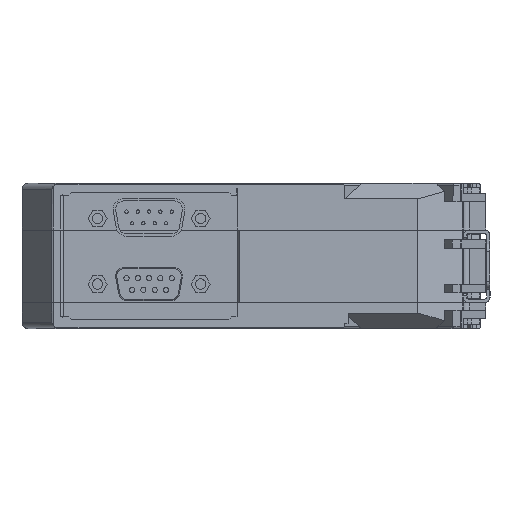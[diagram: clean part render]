
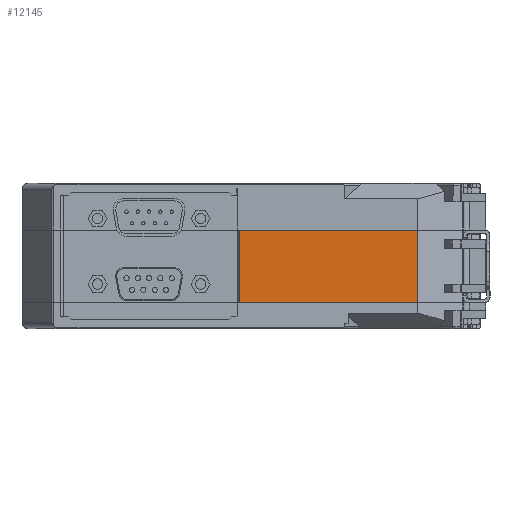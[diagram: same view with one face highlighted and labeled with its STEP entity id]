
A CAD part, left-side view. The second image highlights one B-rep face of the part: STEP entity #12145.
In plain terms, the highlighted planar face has unit normal (-1, 0, 0).
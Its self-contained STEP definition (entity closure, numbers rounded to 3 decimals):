
#2011 = CARTESIAN_POINT ( 'NONE',  ( -49.5, 85.109, 15.1 ) ) ;
#2012 = DIRECTION ( 'NONE',  ( 0., 0., -1. ) ) ;
#2013 = VECTOR ( 'NONE', #2012, 1000. ) ;
#2014 = CARTESIAN_POINT ( 'NONE',  ( -49.5, 85.109, -2.5 ) ) ;
#2015 = LINE ( 'NONE', #2014, #2013 ) ;
#2077 = CARTESIAN_POINT ( 'NONE',  ( -49.5, 85.109, -2.5 ) ) ;
#2105 = LINE ( 'NONE', #2166, #2165 ) ;
#2106 = CARTESIAN_POINT ( 'NONE',  ( -49.5, 41.8, 15.1 ) ) ;
#2107 = DIRECTION ( 'NONE',  ( 0., 0., 1. ) ) ;
#2108 = VECTOR ( 'NONE', #2107, 1000. ) ;
#2109 = CARTESIAN_POINT ( 'NONE',  ( -49.5, 41.8, 13.2 ) ) ;
#2110 = DIRECTION ( 'NONE',  ( 0., 0., 1. ) ) ;
#2111 = DIRECTION ( 'NONE',  ( -1., 0., 0. ) ) ;
#2112 = AXIS2_PLACEMENT_3D ( 'NONE', #2114, #2111, #2110 ) ;
#2113 = LINE ( 'NONE', #2109, #2108 ) ;
#2114 = CARTESIAN_POINT ( 'NONE',  ( -49.5, 86.933, -2.5 ) ) ;
#2115 = PLANE ( 'NONE',  #2112 ) ;
#2116 = FACE_OUTER_BOUND ( 'NONE', #12146, .T. ) ;
#2157 = CARTESIAN_POINT ( 'NONE',  ( -49.5, 41.8, -2.5 ) ) ;
#2164 = DIRECTION ( 'NONE',  ( 0., -1., 0. ) ) ;
#2165 = VECTOR ( 'NONE', #2164, 1000. ) ;
#2166 = CARTESIAN_POINT ( 'NONE',  ( -49.5, 58.889, 15.1 ) ) ;
#2429 = DIRECTION ( 'NONE',  ( 0., -1., 0. ) ) ;
#2430 = VECTOR ( 'NONE', #2429, 1000. ) ;
#2431 = CARTESIAN_POINT ( 'NONE',  ( -49.5, 86.933, -2.5 ) ) ;
#2432 = LINE ( 'NONE', #2431, #2430 ) ;
#11953 = VERTEX_POINT ( 'NONE', #2077 ) ;
#11980 = EDGE_CURVE ( 'NONE', #11981, #11953, #2015, .T. ) ;
#11981 = VERTEX_POINT ( 'NONE', #2011 ) ;
#12145 = ADVANCED_FACE ( 'NONE', ( #2116 ), #2115, .T. ) ;
#12146 = EDGE_LOOP ( 'NONE', ( #12147, #12150, #12152, #12153 ) ) ;
#12147 = ORIENTED_EDGE ( 'NONE', *, *, #12148, .T. ) ;
#12148 = EDGE_CURVE ( 'NONE', #12167, #12149, #2113, .T. ) ;
#12149 = VERTEX_POINT ( 'NONE', #2106 ) ;
#12150 = ORIENTED_EDGE ( 'NONE', *, *, #12151, .F. ) ;
#12151 = EDGE_CURVE ( 'NONE', #11981, #12149, #2105, .T. ) ;
#12152 = ORIENTED_EDGE ( 'NONE', *, *, #11980, .T. ) ;
#12153 = ORIENTED_EDGE ( 'NONE', *, *, #12206, .T. ) ;
#12167 = VERTEX_POINT ( 'NONE', #2157 ) ;
#12206 = EDGE_CURVE ( 'NONE', #11953, #12167, #2432, .T. ) ;
